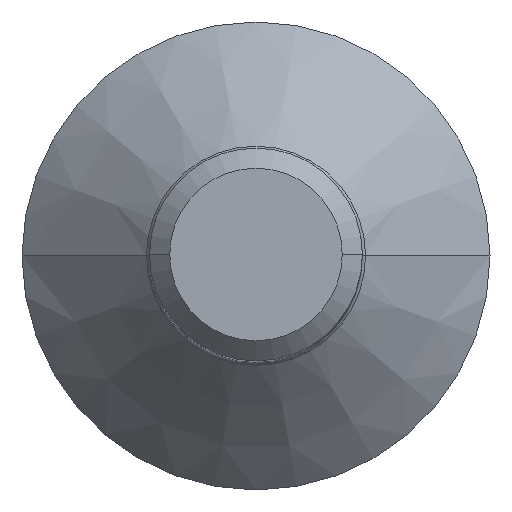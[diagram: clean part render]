
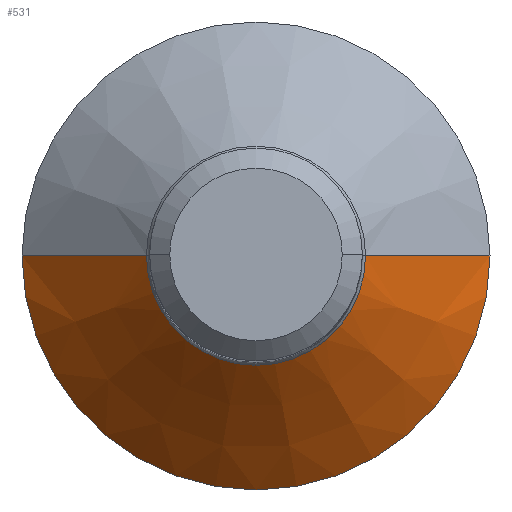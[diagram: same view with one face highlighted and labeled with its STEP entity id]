
A CAD part, top view. The second image highlights one B-rep face of the part: STEP entity #531.
In plain terms, the highlighted conical face has half-angle 45 degrees and reference radius 4.397 mm.
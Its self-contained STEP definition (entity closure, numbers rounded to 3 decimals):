
#3 = CARTESIAN_POINT ( 'NONE',  ( -4.397, 0., 0. ) ) ;
#5 = DIRECTION ( 'NONE',  ( -0.707, 0., -0.707 ) ) ;
#15 = DIRECTION ( 'NONE',  ( 0., 0., 1. ) ) ;
#52 = CONICAL_SURFACE ( 'NONE', #820, 4.397, 0.785 ) ;
#54 = ORIENTED_EDGE ( 'NONE', *, *, #520, .T. ) ;
#59 = EDGE_CURVE ( 'NONE', #308, #617, #195, .T. ) ;
#62 = DIRECTION ( 'NONE',  ( 0., 0., -1. ) ) ;
#94 = CARTESIAN_POINT ( 'NONE',  ( 4.397, 0., 0. ) ) ;
#120 = EDGE_LOOP ( 'NONE', ( #370, #660, #54, #233 ) ) ;
#130 = EDGE_CURVE ( 'NONE', #308, #773, #481, .T. ) ;
#195 = CIRCLE ( 'NONE', #260, 2.059 ) ;
#207 = VECTOR ( 'NONE', #310, 1000. ) ;
#233 = ORIENTED_EDGE ( 'NONE', *, *, #702, .T. ) ;
#256 = FACE_OUTER_BOUND ( 'NONE', #120, .T. ) ;
#260 = AXIS2_PLACEMENT_3D ( 'NONE', #676, #283, #347 ) ;
#283 = DIRECTION ( 'NONE',  ( 0., 0., -1. ) ) ;
#308 = VERTEX_POINT ( 'NONE', #499 ) ;
#310 = DIRECTION ( 'NONE',  ( 0.707, 0., -0.707 ) ) ;
#328 = CARTESIAN_POINT ( 'NONE',  ( 0., 0., 0. ) ) ;
#347 = DIRECTION ( 'NONE',  ( 1., 0., 0. ) ) ;
#370 = ORIENTED_EDGE ( 'NONE', *, *, #130, .F. ) ;
#401 = LINE ( 'NONE', #3, #408 ) ;
#408 = VECTOR ( 'NONE', #5, 1000. ) ;
#431 = CARTESIAN_POINT ( 'NONE',  ( 4.397, 0., 0. ) ) ;
#472 = DIRECTION ( 'NONE',  ( -1., 0., 0. ) ) ;
#481 = LINE ( 'NONE', #431, #207 ) ;
#499 = CARTESIAN_POINT ( 'NONE',  ( 2.059, 0., 2.339 ) ) ;
#520 = EDGE_CURVE ( 'NONE', #617, #663, #401, .T. ) ;
#531 = ADVANCED_FACE ( 'NONE', ( #256 ), #52, .T. ) ;
#544 = CARTESIAN_POINT ( 'NONE',  ( -2.059, 0., 2.339 ) ) ;
#605 = CIRCLE ( 'NONE', #809, 4.397 ) ;
#614 = CARTESIAN_POINT ( 'NONE',  ( -4.397, 0., 0. ) ) ;
#617 = VERTEX_POINT ( 'NONE', #544 ) ;
#660 = ORIENTED_EDGE ( 'NONE', *, *, #59, .T. ) ;
#663 = VERTEX_POINT ( 'NONE', #614 ) ;
#676 = CARTESIAN_POINT ( 'NONE',  ( 0., 0., 2.339 ) ) ;
#677 = CARTESIAN_POINT ( 'NONE',  ( 0., 0., 0. ) ) ;
#702 = EDGE_CURVE ( 'NONE', #663, #773, #605, .T. ) ;
#773 = VERTEX_POINT ( 'NONE', #94 ) ;
#809 = AXIS2_PLACEMENT_3D ( 'NONE', #677, #15, #472 ) ;
#820 = AXIS2_PLACEMENT_3D ( 'NONE', #328, #62, #857 ) ;
#857 = DIRECTION ( 'NONE',  ( -1., 0., 0. ) ) ;
